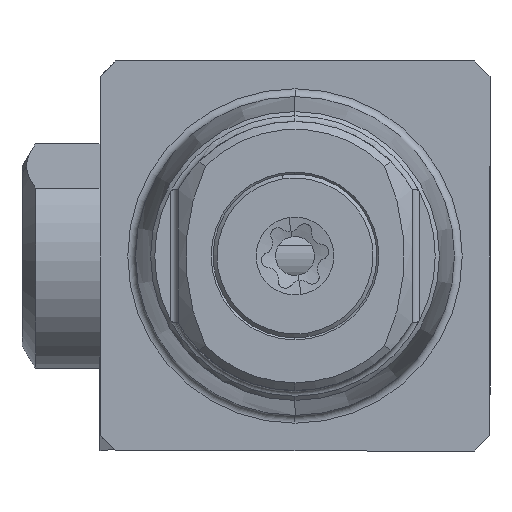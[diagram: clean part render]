
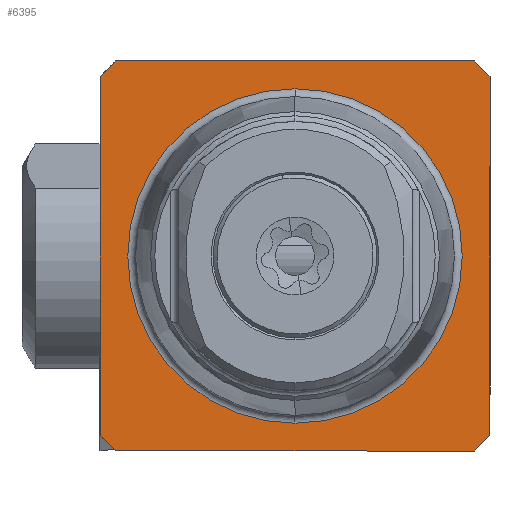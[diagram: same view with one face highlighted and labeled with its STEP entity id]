
A CAD part, left-side view. The second image highlights one B-rep face of the part: STEP entity #6395.
In plain terms, the highlighted planar face has unit normal (-1, 0, 0).
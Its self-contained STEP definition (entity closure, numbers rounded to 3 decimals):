
#160 = DIRECTION ( 'NONE',  ( 0., 0., -1. ) ) ;
#246 = VERTEX_POINT ( 'NONE', #3546 ) ;
#332 = FACE_OUTER_BOUND ( 'NONE', #1941, .T. ) ;
#408 = VECTOR ( 'NONE', #4129, 1000. ) ;
#490 = CARTESIAN_POINT ( 'NONE',  ( 0., -5., 5. ) ) ;
#592 = DIRECTION ( 'NONE',  ( -1., 0., 0. ) ) ;
#866 = ORIENTED_EDGE ( 'NONE', *, *, #2542, .F. ) ;
#956 = CARTESIAN_POINT ( 'NONE',  ( 0., 4.288, 0. ) ) ;
#1012 = CIRCLE ( 'NONE', #3443, 4.288 ) ;
#1060 = EDGE_LOOP ( 'NONE', ( #866, #4797 ) ) ;
#1080 = ORIENTED_EDGE ( 'NONE', *, *, #8221, .T. ) ;
#1092 = CARTESIAN_POINT ( 'NONE',  ( 0., -4.6, 5. ) ) ;
#1124 = VECTOR ( 'NONE', #7453, 1000. ) ;
#1184 = VERTEX_POINT ( 'NONE', #5681 ) ;
#1210 = ORIENTED_EDGE ( 'NONE', *, *, #3657, .F. ) ;
#1221 = LINE ( 'NONE', #490, #2134 ) ;
#1273 = DIRECTION ( 'NONE',  ( 0., -1., 0. ) ) ;
#1349 = VERTEX_POINT ( 'NONE', #3768 ) ;
#1504 = EDGE_CURVE ( 'NONE', #1349, #1184, #7308, .T. ) ;
#1675 = VERTEX_POINT ( 'NONE', #3491 ) ;
#1941 = EDGE_LOOP ( 'NONE', ( #2773, #1080, #7661, #7609, #6961, #6394, #1210, #6438 ) ) ;
#1975 = VERTEX_POINT ( 'NONE', #8665 ) ;
#2134 = VECTOR ( 'NONE', #3242, 1000. ) ;
#2272 = VERTEX_POINT ( 'NONE', #8555 ) ;
#2315 = CARTESIAN_POINT ( 'NONE',  ( 0., 5., -5. ) ) ;
#2383 = VERTEX_POINT ( 'NONE', #1092 ) ;
#2542 = EDGE_CURVE ( 'NONE', #8427, #1975, #1012, .T. ) ;
#2569 = VERTEX_POINT ( 'NONE', #7462 ) ;
#2773 = ORIENTED_EDGE ( 'NONE', *, *, #8208, .F. ) ;
#2941 = DIRECTION ( 'NONE',  ( 0., 1., 0. ) ) ;
#3123 = EDGE_CURVE ( 'NONE', #2272, #1184, #4562, .T. ) ;
#3213 = DIRECTION ( 'NONE',  ( 0., 0., 1. ) ) ;
#3229 = CARTESIAN_POINT ( 'NONE',  ( 0., 4.6, 5. ) ) ;
#3239 = LINE ( 'NONE', #5971, #7885 ) ;
#3242 = DIRECTION ( 'NONE',  ( 0., 0., -1. ) ) ;
#3303 = VECTOR ( 'NONE', #2941, 1000. ) ;
#3418 = CARTESIAN_POINT ( 'NONE',  ( 0., 0., 0. ) ) ;
#3443 = AXIS2_PLACEMENT_3D ( 'NONE', #3418, #592, #4680 ) ;
#3463 = EDGE_CURVE ( 'NONE', #1349, #2383, #7416, .T. ) ;
#3491 = CARTESIAN_POINT ( 'NONE',  ( 0., -5., -4.6 ) ) ;
#3546 = CARTESIAN_POINT ( 'NONE',  ( 0., -4.6, -5. ) ) ;
#3573 = DIRECTION ( 'NONE',  ( 1., 0., 0. ) ) ;
#3657 = EDGE_CURVE ( 'NONE', #246, #2569, #3737, .T. ) ;
#3697 = AXIS2_PLACEMENT_3D ( 'NONE', #956, #3573, #160 ) ;
#3737 = LINE ( 'NONE', #2315, #3303 ) ;
#3768 = CARTESIAN_POINT ( 'NONE',  ( 0., 4.6, 5. ) ) ;
#3856 = CARTESIAN_POINT ( 'NONE',  ( 0., -5., 4.6 ) ) ;
#3894 = CARTESIAN_POINT ( 'NONE',  ( 0., 5., 5. ) ) ;
#3919 = EDGE_CURVE ( 'NONE', #246, #1675, #3239, .T. ) ;
#4129 = DIRECTION ( 'NONE',  ( 0., -0.707, -0.707 ) ) ;
#4184 = LINE ( 'NONE', #6205, #1124 ) ;
#4370 = VERTEX_POINT ( 'NONE', #3856 ) ;
#4562 = LINE ( 'NONE', #3894, #7747 ) ;
#4579 = VECTOR ( 'NONE', #1273, 1000. ) ;
#4680 = DIRECTION ( 'NONE',  ( 0., 0., 1. ) ) ;
#4765 = EDGE_CURVE ( 'NONE', #1975, #8427, #7040, .T. ) ;
#4797 = ORIENTED_EDGE ( 'NONE', *, *, #4765, .F. ) ;
#4813 = LINE ( 'NONE', #7537, #408 ) ;
#5323 = CARTESIAN_POINT ( 'NONE',  ( 0., 5., 5. ) ) ;
#5681 = CARTESIAN_POINT ( 'NONE',  ( 0., 5., 4.6 ) ) ;
#5773 = PLANE ( 'NONE',  #3697 ) ;
#5971 = CARTESIAN_POINT ( 'NONE',  ( 0., -4.6, -5. ) ) ;
#6080 = DIRECTION ( 'NONE',  ( -1., 0., 0. ) ) ;
#6205 = CARTESIAN_POINT ( 'NONE',  ( 0., -5., 4.6 ) ) ;
#6394 = ORIENTED_EDGE ( 'NONE', *, *, #7067, .T. ) ;
#6395 = ADVANCED_FACE ( 'NONE', ( #332, #7158 ), #5773, .F. ) ;
#6438 = ORIENTED_EDGE ( 'NONE', *, *, #3919, .T. ) ;
#6561 = DIRECTION ( 'NONE',  ( 0., -0.707, 0.707 ) ) ;
#6589 = CARTESIAN_POINT ( 'NONE',  ( 0., 0., 4.288 ) ) ;
#6593 = DIRECTION ( 'NONE',  ( 0., 0.707, -0.707 ) ) ;
#6656 = VECTOR ( 'NONE', #6593, 1000. ) ;
#6961 = ORIENTED_EDGE ( 'NONE', *, *, #3123, .F. ) ;
#7040 = CIRCLE ( 'NONE', #7461, 4.288 ) ;
#7067 = EDGE_CURVE ( 'NONE', #2272, #2569, #4813, .T. ) ;
#7158 = FACE_BOUND ( 'NONE', #1060, .T. ) ;
#7295 = DIRECTION ( 'NONE',  ( 0., 0., 1. ) ) ;
#7308 = LINE ( 'NONE', #3229, #6656 ) ;
#7416 = LINE ( 'NONE', #5323, #4579 ) ;
#7453 = DIRECTION ( 'NONE',  ( 0., 0.707, 0.707 ) ) ;
#7461 = AXIS2_PLACEMENT_3D ( 'NONE', #8094, #6080, #3213 ) ;
#7462 = CARTESIAN_POINT ( 'NONE',  ( 0., 4.6, -5. ) ) ;
#7537 = CARTESIAN_POINT ( 'NONE',  ( 0., 5., -4.6 ) ) ;
#7609 = ORIENTED_EDGE ( 'NONE', *, *, #1504, .T. ) ;
#7661 = ORIENTED_EDGE ( 'NONE', *, *, #3463, .F. ) ;
#7747 = VECTOR ( 'NONE', #7295, 1000. ) ;
#7885 = VECTOR ( 'NONE', #6561, 1000. ) ;
#8094 = CARTESIAN_POINT ( 'NONE',  ( 0., 0., 0. ) ) ;
#8208 = EDGE_CURVE ( 'NONE', #4370, #1675, #1221, .T. ) ;
#8221 = EDGE_CURVE ( 'NONE', #4370, #2383, #4184, .T. ) ;
#8427 = VERTEX_POINT ( 'NONE', #6589 ) ;
#8555 = CARTESIAN_POINT ( 'NONE',  ( 0., 5., -4.6 ) ) ;
#8665 = CARTESIAN_POINT ( 'NONE',  ( 0., 0., -4.288 ) ) ;
